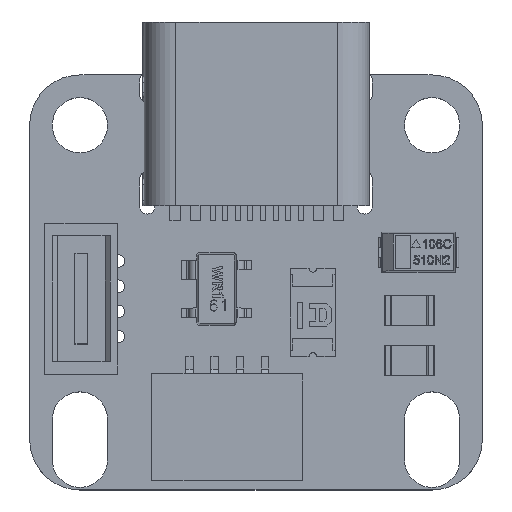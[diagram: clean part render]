
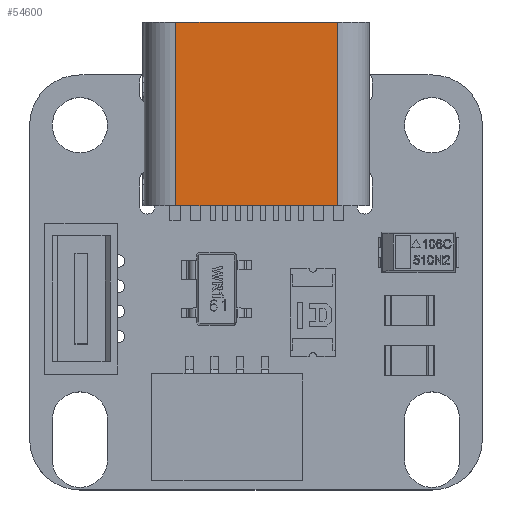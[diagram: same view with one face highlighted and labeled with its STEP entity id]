
A CAD part, top view. The second image highlights one B-rep face of the part: STEP entity #54600.
In plain terms, the highlighted face is planar.
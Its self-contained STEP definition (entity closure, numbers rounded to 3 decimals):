
#45323 = PLANE('',#45324);
#45324 = AXIS2_PLACEMENT_3D('',#45325,#45326,#45327);
#45325 = CARTESIAN_POINT('',(4.47,1.605,-7.3));
#45326 = DIRECTION('',(0.,0.,-1.));
#45327 = DIRECTION('',(-1.,0.,0.));
#47558 = VERTEX_POINT('',#47559);
#47559 = CARTESIAN_POINT('',(1.255,3.21,-7.3));
#47578 = CYLINDRICAL_SURFACE('',#47579,1.255);
#47579 = AXIS2_PLACEMENT_3D('',#47580,#47581,#47582);
#47580 = CARTESIAN_POINT('',(1.255,1.955,0.));
#47581 = DIRECTION('',(0.,0.,-1.));
#47582 = DIRECTION('',(-0.707,0.707,0.));
#47612 = EDGE_CURVE('',#47558,#47613,#47615,.T.);
#47613 = VERTEX_POINT('',#47614);
#47614 = CARTESIAN_POINT('',(7.685,3.21,-7.3));
#47615 = SURFACE_CURVE('',#47616,(#47620,#47627),.PCURVE_S1.);
#47616 = LINE('',#47617,#47618);
#47617 = CARTESIAN_POINT('',(8.94,3.21,-7.3));
#47618 = VECTOR('',#47619,1.);
#47619 = DIRECTION('',(1.,0.,0.));
#47620 = PCURVE('',#45323,#47621);
#47621 = DEFINITIONAL_REPRESENTATION('',(#47622),#47626);
#47622 = LINE('',#47623,#47624);
#47623 = CARTESIAN_POINT('',(-4.47,1.605));
#47624 = VECTOR('',#47625,1.);
#47625 = DIRECTION('',(-1.,0.));
#47626 = ( GEOMETRIC_REPRESENTATION_CONTEXT(2) 
PARAMETRIC_REPRESENTATION_CONTEXT() REPRESENTATION_CONTEXT('2D SPACE',''
  ) );
#47627 = PCURVE('',#47628,#47633);
#47628 = PLANE('',#47629);
#47629 = AXIS2_PLACEMENT_3D('',#47630,#47631,#47632);
#47630 = CARTESIAN_POINT('',(0.,3.21,0.));
#47631 = DIRECTION('',(0.,1.,0.));
#47632 = DIRECTION('',(1.,0.,0.));
#47633 = DEFINITIONAL_REPRESENTATION('',(#47634),#47638);
#47634 = LINE('',#47635,#47636);
#47635 = CARTESIAN_POINT('',(8.94,7.3));
#47636 = VECTOR('',#47637,1.);
#47637 = DIRECTION('',(1.,0.));
#47638 = ( GEOMETRIC_REPRESENTATION_CONTEXT(2) 
PARAMETRIC_REPRESENTATION_CONTEXT() REPRESENTATION_CONTEXT('2D SPACE',''
  ) );
#47661 = CYLINDRICAL_SURFACE('',#47662,1.255);
#47662 = AXIS2_PLACEMENT_3D('',#47663,#47664,#47665);
#47663 = CARTESIAN_POINT('',(7.685,1.955,0.));
#47664 = DIRECTION('',(0.,0.,-1.));
#47665 = DIRECTION('',(0.707,0.707,0.));
#49788 = PLANE('',#49789);
#49789 = AXIS2_PLACEMENT_3D('',#49790,#49791,#49792);
#49790 = CARTESIAN_POINT('',(4.47,1.605,0.));
#49791 = DIRECTION('',(0.,0.,1.));
#49792 = DIRECTION('',(1.,0.,0.));
#54286 = VERTEX_POINT('',#54287);
#54287 = CARTESIAN_POINT('',(7.685,3.21,0.));
#54335 = EDGE_CURVE('',#54286,#54336,#54338,.T.);
#54336 = VERTEX_POINT('',#54337);
#54337 = CARTESIAN_POINT('',(1.255,3.21,0.));
#54338 = SURFACE_CURVE('',#54339,(#54343,#54350),.PCURVE_S1.);
#54339 = LINE('',#54340,#54341);
#54340 = CARTESIAN_POINT('',(8.94,3.21,0.));
#54341 = VECTOR('',#54342,1.);
#54342 = DIRECTION('',(-1.,0.,0.));
#54343 = PCURVE('',#49788,#54344);
#54344 = DEFINITIONAL_REPRESENTATION('',(#54345),#54349);
#54345 = LINE('',#54346,#54347);
#54346 = CARTESIAN_POINT('',(4.47,1.605));
#54347 = VECTOR('',#54348,1.);
#54348 = DIRECTION('',(-1.,0.));
#54349 = ( GEOMETRIC_REPRESENTATION_CONTEXT(2) 
PARAMETRIC_REPRESENTATION_CONTEXT() REPRESENTATION_CONTEXT('2D SPACE',''
  ) );
#54350 = PCURVE('',#47628,#54351);
#54351 = DEFINITIONAL_REPRESENTATION('',(#54352),#54356);
#54352 = LINE('',#54353,#54354);
#54353 = CARTESIAN_POINT('',(8.94,0.));
#54354 = VECTOR('',#54355,1.);
#54355 = DIRECTION('',(-1.,0.));
#54356 = ( GEOMETRIC_REPRESENTATION_CONTEXT(2) 
PARAMETRIC_REPRESENTATION_CONTEXT() REPRESENTATION_CONTEXT('2D SPACE',''
  ) );
#54443 = EDGE_CURVE('',#47613,#54286,#54444,.T.);
#54444 = SURFACE_CURVE('',#54445,(#54449,#54456),.PCURVE_S1.);
#54445 = LINE('',#54446,#54447);
#54446 = CARTESIAN_POINT('',(7.685,3.21,0.));
#54447 = VECTOR('',#54448,1.);
#54448 = DIRECTION('',(0.,0.,1.));
#54449 = PCURVE('',#47661,#54450);
#54450 = DEFINITIONAL_REPRESENTATION('',(#54451),#54455);
#54451 = LINE('',#54452,#54453);
#54452 = CARTESIAN_POINT('',(5.498,0.));
#54453 = VECTOR('',#54454,1.);
#54454 = DIRECTION('',(0.,-1.));
#54455 = ( GEOMETRIC_REPRESENTATION_CONTEXT(2) 
PARAMETRIC_REPRESENTATION_CONTEXT() REPRESENTATION_CONTEXT('2D SPACE',''
  ) );
#54456 = PCURVE('',#47628,#54457);
#54457 = DEFINITIONAL_REPRESENTATION('',(#54458),#54462);
#54458 = LINE('',#54459,#54460);
#54459 = CARTESIAN_POINT('',(7.685,0.));
#54460 = VECTOR('',#54461,1.);
#54461 = DIRECTION('',(0.,-1.));
#54462 = ( GEOMETRIC_REPRESENTATION_CONTEXT(2) 
PARAMETRIC_REPRESENTATION_CONTEXT() REPRESENTATION_CONTEXT('2D SPACE',''
  ) );
#54472 = EDGE_CURVE('',#54336,#47558,#54473,.T.);
#54473 = SURFACE_CURVE('',#54474,(#54478,#54485),.PCURVE_S1.);
#54474 = LINE('',#54475,#54476);
#54475 = CARTESIAN_POINT('',(1.255,3.21,0.));
#54476 = VECTOR('',#54477,1.);
#54477 = DIRECTION('',(0.,0.,-1.));
#54478 = PCURVE('',#47578,#54479);
#54479 = DEFINITIONAL_REPRESENTATION('',(#54480),#54484);
#54480 = LINE('',#54481,#54482);
#54481 = CARTESIAN_POINT('',(7.069,0.));
#54482 = VECTOR('',#54483,1.);
#54483 = DIRECTION('',(0.,1.));
#54484 = ( GEOMETRIC_REPRESENTATION_CONTEXT(2) 
PARAMETRIC_REPRESENTATION_CONTEXT() REPRESENTATION_CONTEXT('2D SPACE',''
  ) );
#54485 = PCURVE('',#47628,#54486);
#54486 = DEFINITIONAL_REPRESENTATION('',(#54487),#54491);
#54487 = LINE('',#54488,#54489);
#54488 = CARTESIAN_POINT('',(1.255,0.));
#54489 = VECTOR('',#54490,1.);
#54490 = DIRECTION('',(0.,1.));
#54491 = ( GEOMETRIC_REPRESENTATION_CONTEXT(2) 
PARAMETRIC_REPRESENTATION_CONTEXT() REPRESENTATION_CONTEXT('2D SPACE',''
  ) );
#54600 = ADVANCED_FACE('',(#54601),#47628,.T.);
#54601 = FACE_BOUND('',#54602,.T.);
#54602 = EDGE_LOOP('',(#54603,#54604,#54605,#54606));
#54603 = ORIENTED_EDGE('',*,*,#54443,.F.);
#54604 = ORIENTED_EDGE('',*,*,#47612,.F.);
#54605 = ORIENTED_EDGE('',*,*,#54472,.F.);
#54606 = ORIENTED_EDGE('',*,*,#54335,.F.);
